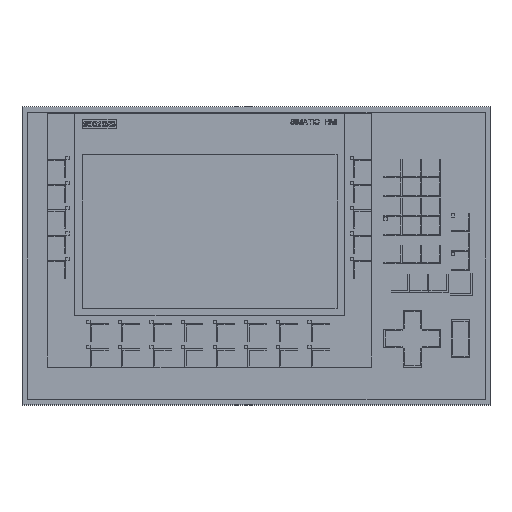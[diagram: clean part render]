
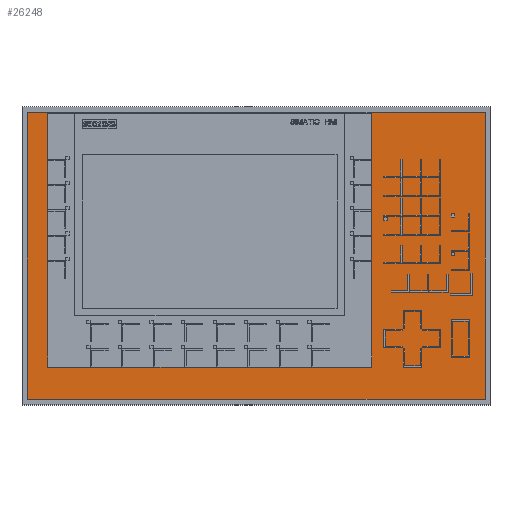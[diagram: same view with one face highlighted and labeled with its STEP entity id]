
A CAD part, top view. The second image highlights one B-rep face of the part: STEP entity #26248.
In plain terms, the highlighted planar face has unit normal (0, 0, 1).
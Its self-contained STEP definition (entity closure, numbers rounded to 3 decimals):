
#5576=LINE('',#87987,#12797);
#5578=LINE('',#87991,#12799);
#5580=LINE('',#87995,#12801);
#5582=LINE('',#87999,#12803);
#5583=LINE('',#88001,#12804);
#5584=LINE('',#88004,#12805);
#5585=LINE('',#88006,#12806);
#5586=LINE('',#88008,#12807);
#12797=VECTOR('',#72285,1.);
#12799=VECTOR('',#72289,1.);
#12801=VECTOR('',#72293,1.);
#12803=VECTOR('',#72297,1.);
#12804=VECTOR('',#72300,1.);
#12805=VECTOR('',#72301,1.);
#12806=VECTOR('',#72302,1.);
#12807=VECTOR('',#72303,1.);
#23121=PLANE('',#66724);
#26248=ADVANCED_FACE('',(#29789,#29790),#23121,.F.);
#29789=FACE_BOUND('',#30782,.T.);
#29790=FACE_BOUND('',#30783,.T.);
#30782=EDGE_LOOP('',(#36360,#36361,#36362,#36363));
#30783=EDGE_LOOP('',(#36364,#36365,#36366,#36367));
#36360=ORIENTED_EDGE('',*,*,#57961,.F.);
#36361=ORIENTED_EDGE('',*,*,#57962,.F.);
#36362=ORIENTED_EDGE('',*,*,#57963,.F.);
#36363=ORIENTED_EDGE('',*,*,#57964,.F.);
#36364=ORIENTED_EDGE('',*,*,#57954,.F.);
#36365=ORIENTED_EDGE('',*,*,#57960,.F.);
#36366=ORIENTED_EDGE('',*,*,#57958,.F.);
#36367=ORIENTED_EDGE('',*,*,#57956,.F.);
#51898=VERTEX_POINT('',#87986);
#51899=VERTEX_POINT('',#87988);
#51900=VERTEX_POINT('',#87992);
#51901=VERTEX_POINT('',#87996);
#51902=VERTEX_POINT('',#88002);
#51903=VERTEX_POINT('',#88003);
#51904=VERTEX_POINT('',#88005);
#51905=VERTEX_POINT('',#88007);
#57954=EDGE_CURVE('',#51898,#51899,#5576,.T.);
#57956=EDGE_CURVE('',#51899,#51900,#5578,.T.);
#57958=EDGE_CURVE('',#51900,#51901,#5580,.T.);
#57960=EDGE_CURVE('',#51901,#51898,#5582,.T.);
#57961=EDGE_CURVE('',#51902,#51903,#5583,.T.);
#57962=EDGE_CURVE('',#51904,#51902,#5584,.T.);
#57963=EDGE_CURVE('',#51905,#51904,#5585,.T.);
#57964=EDGE_CURVE('',#51903,#51905,#5586,.T.);
#66724=AXIS2_PLACEMENT_3D('',#88009,#72304,#72305);
#72285=DIRECTION('',(0.,1.,0.));
#72289=DIRECTION('',(1.,0.,0.));
#72293=DIRECTION('',(0.,-1.,0.));
#72297=DIRECTION('',(-1.,0.,0.));
#72300=DIRECTION('',(1.,0.,0.));
#72301=DIRECTION('',(0.,-1.,0.));
#72302=DIRECTION('',(-1.,0.,0.));
#72303=DIRECTION('',(0.,1.,0.));
#72304=DIRECTION('',(0.,0.,-1.));
#72305=DIRECTION('',(-1.,0.,0.));
#87986=CARTESIAN_POINT('',(-176.7,-110.7,-0.3));
#87987=CARTESIAN_POINT('',(-176.7,-110.7,-0.3));
#87988=CARTESIAN_POINT('',(-176.7,110.7,-0.3));
#87991=CARTESIAN_POINT('',(-176.7,110.7,-0.3));
#87992=CARTESIAN_POINT('',(176.7,110.7,-0.3));
#87995=CARTESIAN_POINT('',(176.7,110.7,-0.3));
#87996=CARTESIAN_POINT('',(176.7,-110.7,-0.3));
#87999=CARTESIAN_POINT('',(176.7,-110.7,-0.3));
#88001=CARTESIAN_POINT('',(-161.,-85.7,-0.3));
#88002=CARTESIAN_POINT('',(-161.,-85.7,-0.3));
#88003=CARTESIAN_POINT('',(89.,-85.7,-0.3));
#88004=CARTESIAN_POINT('',(-161.,110.2,-0.3));
#88005=CARTESIAN_POINT('',(-161.,110.2,-0.3));
#88006=CARTESIAN_POINT('',(89.,110.2,-0.3));
#88007=CARTESIAN_POINT('',(89.,110.2,-0.3));
#88008=CARTESIAN_POINT('',(89.,-85.7,-0.3));
#88009=CARTESIAN_POINT('',(-176.7,110.7,-0.3));
